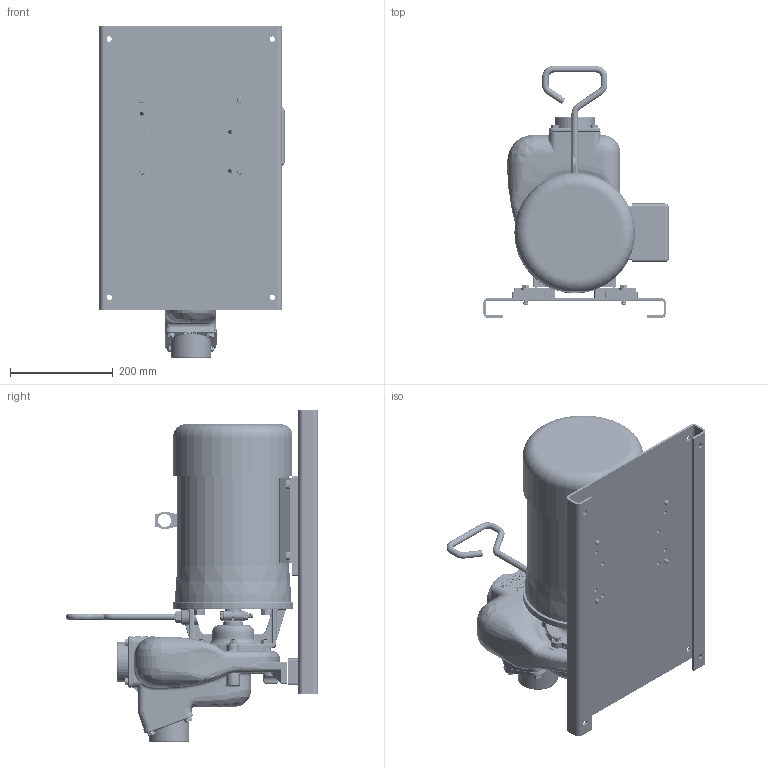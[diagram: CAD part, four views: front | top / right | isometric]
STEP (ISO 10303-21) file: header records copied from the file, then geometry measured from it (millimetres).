
FILE_DESCRIPTION(/* description */ ('2" PUMP HOUSING'),/* implementation_level */ '2;1');
FILE_NAME(/* name */ '234PE5SS.stp',/* time_stamp */ '2014-09-29T14:18:22-04:00',/* author */ ('mclevenger'),/* organization */ (''),/* preprocessor_version */ 'ST-DEVELOPER v15.2',/* originating_system */ 'Autodesk Inventor 2014',/* authorisation */ '');
FILE_SCHEMA (('AUTOMOTIVE_DESIGN { 1 0 10303 214 3 1 1 }'));
Products named in the file (40): 17026SSX; 17000SS; 17002SS; 17014; 17017X; 17021; 17020; 18016; V07019; V07018; 17017; 17019; V10118; 17011SS; 17130SS; 17042; UV15163V; 12777SS; 17026SS; BEM5; 17701; V10119; 15022; 17009B; 17010; 17018; 18029A; 18029B; V20019; V20018; BF207; 18129; 18125SS; 17406; 17408SS; 17446SS; 17449; 17704; 18058; 234PE5SS
Bounding box: 360.48 x 490.32 x 646.18 mm (x, y, z)
Volume: 18948302.6 mm3; surface area: 1909321.6 mm2
Topology: 83 solids, 84 shells, 7004 faces, 16194 edges, 9390 vertices
Faces by surface type: cylinder 2504, cone 1924, plane 1211, bspline 978, torus 329, sphere 58
Full cylindrical faces by diameter (mm): 6.401 x16, 6.858 x2, 7.144 x1, 7.798 x12, 7.938 x10, 9.128 x12, 9.525 x6, 9.906 x1, 10.319 x4, 10.414 x14, 10.592 x5, 12.7 x7, 13.741 x11, 14.275 x4, 14.351 x2, 25.4 x1, 25.527 x1, 28.575 x1, 28.6 x1, 28.702 x1, 31.75 x1, 38.1 x2, 38.862 x2, 40.45 x1, 41.148 x1, 41.275 x1, 41.91 x1, 44.196 x1, 44.45 x2, 44.958 x1
Entity records: 183138 total; most frequent: CARTESIAN_POINT 91385, ORIENTED_EDGE 19612, DIRECTION 17104, EDGE_CURVE 9806, AXIS2_PLACEMENT_3D 6639, VERTEX_POINT 6056, EDGE_LOOP 4808, ADVANCED_FACE 4212
